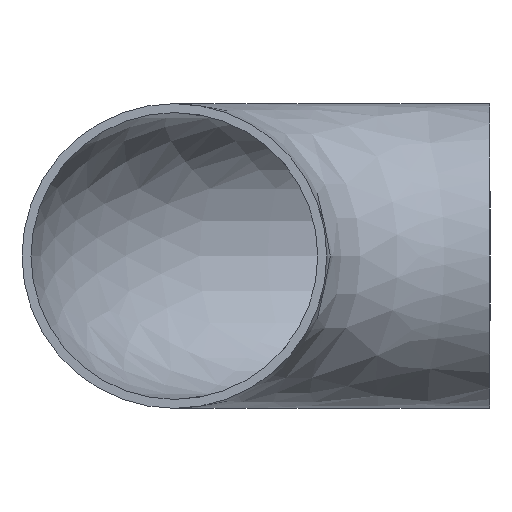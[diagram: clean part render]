
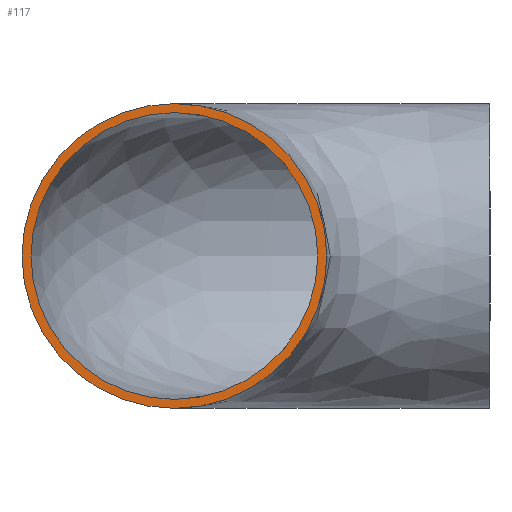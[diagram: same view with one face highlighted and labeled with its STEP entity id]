
A CAD part, front view. The second image highlights one B-rep face of the part: STEP entity #117.
In plain terms, the highlighted planar face has unit normal (0, -1, 0).
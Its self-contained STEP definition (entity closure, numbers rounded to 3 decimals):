
#12 = CARTESIAN_POINT ( 'NONE',  ( 0., 0., 0. ) ) ;
#17 = CARTESIAN_POINT ( 'NONE',  ( 0., 0., 0. ) ) ;
#28 = VERTEX_POINT ( 'NONE', #345 ) ;
#55 = EDGE_CURVE ( 'NONE', #28, #382, #182, .T. ) ;
#98 = ORIENTED_EDGE ( 'NONE', *, *, #55, .F. ) ;
#101 = CARTESIAN_POINT ( 'NONE',  ( 0., 0., 0. ) ) ;
#117 = ADVANCED_FACE ( 'NONE', ( #200, #484 ), #229, .F. ) ;
#118 = EDGE_CURVE ( 'NONE', #382, #28, #422, .T. ) ;
#138 = DIRECTION ( 'NONE',  ( 0., 1., 0. ) ) ;
#139 = EDGE_CURVE ( 'NONE', #438, #149, #283, .T. ) ;
#149 = VERTEX_POINT ( 'NONE', #185 ) ;
#182 = CIRCLE ( 'NONE', #346, 25.4 ) ;
#183 = DIRECTION ( 'NONE',  ( 0., 1., 0. ) ) ;
#185 = CARTESIAN_POINT ( 'NONE',  ( 0., 0., -23.9 ) ) ;
#200 = FACE_BOUND ( 'NONE', #490, .T. ) ;
#205 = EDGE_CURVE ( 'NONE', #149, #438, #362, .T. ) ;
#213 = CARTESIAN_POINT ( 'NONE',  ( 0., 0., 23.9 ) ) ;
#229 = PLANE ( 'NONE',  #496 ) ;
#235 = DIRECTION ( 'NONE',  ( 0., 1., 0. ) ) ;
#236 = AXIS2_PLACEMENT_3D ( 'NONE', #352, #183, #314 ) ;
#270 = DIRECTION ( 'NONE',  ( 0., 0., 1. ) ) ;
#281 = CARTESIAN_POINT ( 'NONE',  ( 0., 0., -25.4 ) ) ;
#283 = CIRCLE ( 'NONE', #284, 23.9 ) ;
#284 = AXIS2_PLACEMENT_3D ( 'NONE', #101, #235, #270 ) ;
#314 = DIRECTION ( 'NONE',  ( 0., 0., 1. ) ) ;
#345 = CARTESIAN_POINT ( 'NONE',  ( 0., 0., 25.4 ) ) ;
#346 = AXIS2_PLACEMENT_3D ( 'NONE', #12, #138, #388 ) ;
#351 = EDGE_LOOP ( 'NONE', ( #98, #525 ) ) ;
#352 = CARTESIAN_POINT ( 'NONE',  ( 0., 0., 0. ) ) ;
#362 = CIRCLE ( 'NONE', #384, 23.9 ) ;
#382 = VERTEX_POINT ( 'NONE', #281 ) ;
#384 = AXIS2_PLACEMENT_3D ( 'NONE', #391, #392, #475 ) ;
#388 = DIRECTION ( 'NONE',  ( 0., 0., 1. ) ) ;
#390 = DIRECTION ( 'NONE',  ( 0., 0., 1. ) ) ;
#391 = CARTESIAN_POINT ( 'NONE',  ( 0., 0., 0. ) ) ;
#392 = DIRECTION ( 'NONE',  ( 0., 1., 0. ) ) ;
#418 = ORIENTED_EDGE ( 'NONE', *, *, #139, .T. ) ;
#422 = CIRCLE ( 'NONE', #236, 25.4 ) ;
#433 = DIRECTION ( 'NONE',  ( 0., 1., 0. ) ) ;
#438 = VERTEX_POINT ( 'NONE', #213 ) ;
#475 = DIRECTION ( 'NONE',  ( 0., 0., 1. ) ) ;
#484 = FACE_OUTER_BOUND ( 'NONE', #351, .T. ) ;
#490 = EDGE_LOOP ( 'NONE', ( #418, #506 ) ) ;
#496 = AXIS2_PLACEMENT_3D ( 'NONE', #17, #433, #390 ) ;
#506 = ORIENTED_EDGE ( 'NONE', *, *, #205, .T. ) ;
#525 = ORIENTED_EDGE ( 'NONE', *, *, #118, .F. ) ;
